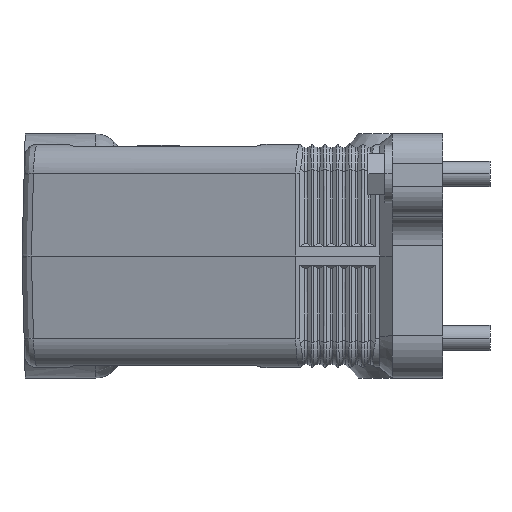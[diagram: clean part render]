
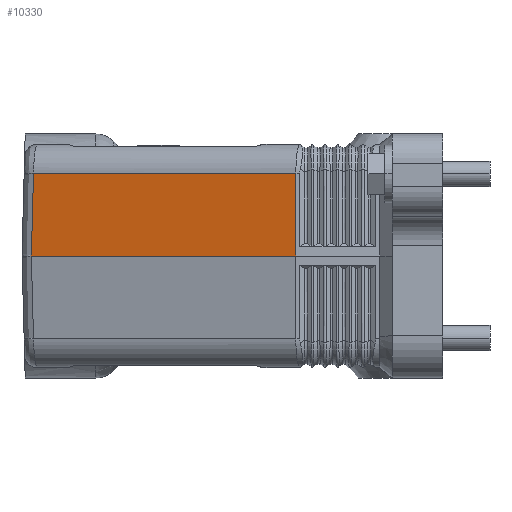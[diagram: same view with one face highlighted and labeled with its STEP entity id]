
A CAD part, left-side view. The second image highlights one B-rep face of the part: STEP entity #10330.
In plain terms, the highlighted planar face has unit normal (-0.966, 0.259, 0.026).
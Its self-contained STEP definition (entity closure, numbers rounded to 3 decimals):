
#9890=CARTESIAN_POINT('',(95.139,106.118,
-0.009));
#9900=DIRECTION('',(-0.966,0.259,
0.026));
#9910=DIRECTION('',(0.259,0.966,0.));
#9920=AXIS2_PLACEMENT_3D('',#9890,#9900,#9910);
#9930=PLANE('',#9920);
#9940=CARTESIAN_POINT('',(75.066,31.205,0.));
#9950=DIRECTION('',(-0.026,0.003,
-1.));
#9960=VECTOR('',#9950,1.);
#9970=LINE('',#9940,#9960);
#9980=CARTESIAN_POINT('',(74.9,31.226,
-6.317));
#9990=VERTEX_POINT('',#9980);
#10000=CARTESIAN_POINT('',(74.385,31.294,-26.));
#10010=VERTEX_POINT('',#10000);
#10020=EDGE_CURVE('',#9990,#10010,#9970,.T.);
#10030=ORIENTED_EDGE('',*,*,#10020,.F.);
#10040=CARTESIAN_POINT('',(66.,0.,-26.));
#10050=DIRECTION('',(-0.259,-0.966,0.));
#10060=VECTOR('',#10050,1.);
#10070=LINE('',#10040,#10060);
#10080=CARTESIAN_POINT('',(91.206,94.071,
-26.));
#10090=VERTEX_POINT('',#10080);
#10100=EDGE_CURVE('',#10090,#10010,#10070,.T.);
#10110=ORIENTED_EDGE('',*,*,#10100,.T.);
#10120=CARTESIAN_POINT('',(91.602,93.556,
-6.317));
#10130=CARTESIAN_POINT('',(91.599,93.559,
-6.438));
#10140=CARTESIAN_POINT('',(91.597,93.562,
-6.56));
#10150=CARTESIAN_POINT('',(91.467,93.731,
-12.999));
#10160=CARTESIAN_POINT('',(91.34,93.896,
-19.317));
#10170=CARTESIAN_POINT('',(91.211,94.065,
-25.757));
#10180=CARTESIAN_POINT('',(91.208,94.068,
-25.878));
#10190=CARTESIAN_POINT('',(91.206,94.071,
-26.));
#10200=B_SPLINE_CURVE_WITH_KNOTS('',3,(#10120,#10130,#10140,#10150,
#10160,#10170,#10180,#10190),.UNSPECIFIED.,.F.,.F.,(4,2,2,4),(0.,
0.365,19.329,19.694),.UNSPECIFIED.);
#10210=CARTESIAN_POINT('',(91.602,93.556,
-6.317));
#10220=VERTEX_POINT('',#10210);
#10230=EDGE_CURVE('',#10220,#10090,#10200,.T.);
#10240=ORIENTED_EDGE('',*,*,#10230,.T.);
#10250=CARTESIAN_POINT('',(67.019,1.811,
-6.317));
#10260=DIRECTION('',(0.259,0.966,0.));
#10270=VECTOR('',#10260,1.);
#10280=LINE('',#10250,#10270);
#10290=EDGE_CURVE('',#9990,#10220,#10280,.T.);
#10300=ORIENTED_EDGE('',*,*,#10290,.T.);
#10310=EDGE_LOOP('',(#10300,#10240,#10110,#10030));
#10320=FACE_OUTER_BOUND('',#10310,.T.);
#10330=ADVANCED_FACE('',(#10320),#9930,.T.);
